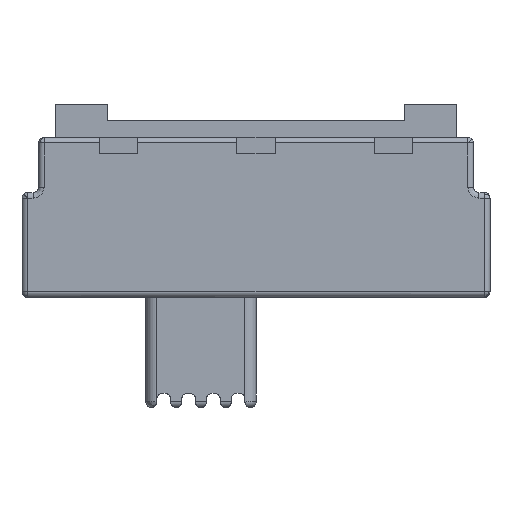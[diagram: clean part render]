
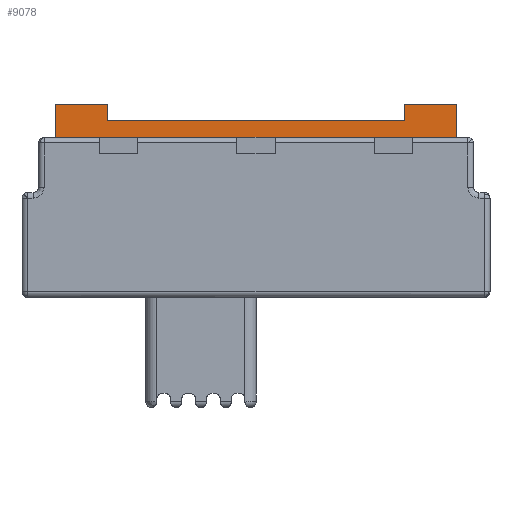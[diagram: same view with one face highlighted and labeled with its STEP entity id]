
A CAD part, top view. The second image highlights one B-rep face of the part: STEP entity #9078.
In plain terms, the highlighted planar face has unit normal (0, 0, 1).
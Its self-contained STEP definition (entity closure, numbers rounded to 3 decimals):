
#4358 = PLANE('',#4359);
#4359 = AXIS2_PLACEMENT_3D('',#4360,#4361,#4362);
#4360 = CARTESIAN_POINT('',(4.25,0.15,0.05));
#4361 = DIRECTION('',(0.,1.,0.));
#4362 = DIRECTION('',(-1.,0.,0.));
#6750 = VERTEX_POINT('',#6751);
#6751 = CARTESIAN_POINT('',(-3.65,0.15,3.25));
#6767 = PLANE('',#6768);
#6768 = AXIS2_PLACEMENT_3D('',#6769,#6770,#6771);
#6769 = CARTESIAN_POINT('',(-3.65,0.75,0.35));
#6770 = DIRECTION('',(-1.,0.,0.));
#6771 = DIRECTION('',(0.,-1.,0.));
#6808 = VERTEX_POINT('',#6809);
#6809 = CARTESIAN_POINT('',(3.65,0.15,3.25));
#6823 = PLANE('',#6824);
#6824 = AXIS2_PLACEMENT_3D('',#6825,#6826,#6827);
#6825 = CARTESIAN_POINT('',(3.65,0.15,0.35));
#6826 = DIRECTION('',(1.,0.,0.));
#6827 = DIRECTION('',(0.,1.,0.));
#6835 = EDGE_CURVE('',#6808,#6750,#6836,.T.);
#6836 = SURFACE_CURVE('',#6837,(#6841,#6848),.PCURVE_S1.);
#6837 = LINE('',#6838,#6839);
#6838 = CARTESIAN_POINT('',(4.25,0.15,3.25));
#6839 = VECTOR('',#6840,1.);
#6840 = DIRECTION('',(-1.,0.,0.));
#6841 = PCURVE('',#4358,#6842);
#6842 = DEFINITIONAL_REPRESENTATION('',(#6843),#6847);
#6843 = LINE('',#6844,#6845);
#6844 = CARTESIAN_POINT('',(0.,3.2));
#6845 = VECTOR('',#6846,1.);
#6846 = DIRECTION('',(1.,0.));
#6847 = ( GEOMETRIC_REPRESENTATION_CONTEXT(2) 
PARAMETRIC_REPRESENTATION_CONTEXT() REPRESENTATION_CONTEXT('2D SPACE',''
  ) );
#6848 = PCURVE('',#6849,#6854);
#6849 = PLANE('',#6850);
#6850 = AXIS2_PLACEMENT_3D('',#6851,#6852,#6853);
#6851 = CARTESIAN_POINT('',(0.,-1.3,3.25));
#6852 = DIRECTION('',(0.,0.,1.));
#6853 = DIRECTION('',(0.,-1.,0.));
#6854 = DEFINITIONAL_REPRESENTATION('',(#6855),#6859);
#6855 = LINE('',#6856,#6857);
#6856 = CARTESIAN_POINT('',(-1.45,4.25));
#6857 = VECTOR('',#6858,1.);
#6858 = DIRECTION('',(0.,-1.));
#6859 = ( GEOMETRIC_REPRESENTATION_CONTEXT(2) 
PARAMETRIC_REPRESENTATION_CONTEXT() REPRESENTATION_CONTEXT('2D SPACE',''
  ) );
#8812 = PLANE('',#8813);
#8813 = AXIS2_PLACEMENT_3D('',#8814,#8815,#8816);
#8814 = CARTESIAN_POINT('',(2.7,0.45,0.35));
#8815 = DIRECTION('',(0.,1.,0.));
#8816 = DIRECTION('',(-1.,0.,0.));
#8927 = VERTEX_POINT('',#8928);
#8928 = CARTESIAN_POINT('',(-3.65,0.75,3.25));
#8944 = PLANE('',#8945);
#8945 = AXIS2_PLACEMENT_3D('',#8946,#8947,#8948);
#8946 = CARTESIAN_POINT('',(-2.7,0.75,0.35));
#8947 = DIRECTION('',(0.,1.,0.));
#8948 = DIRECTION('',(-1.,0.,0.));
#9058 = EDGE_CURVE('',#6750,#8927,#9059,.T.);
#9059 = SURFACE_CURVE('',#9060,(#9064,#9071),.PCURVE_S1.);
#9060 = LINE('',#9061,#9062);
#9061 = CARTESIAN_POINT('',(-3.65,0.75,3.25));
#9062 = VECTOR('',#9063,1.);
#9063 = DIRECTION('',(-0.,1.,0.));
#9064 = PCURVE('',#6767,#9065);
#9065 = DEFINITIONAL_REPRESENTATION('',(#9066),#9070);
#9066 = LINE('',#9067,#9068);
#9067 = CARTESIAN_POINT('',(0.,2.9));
#9068 = VECTOR('',#9069,1.);
#9069 = DIRECTION('',(-1.,0.));
#9070 = ( GEOMETRIC_REPRESENTATION_CONTEXT(2) 
PARAMETRIC_REPRESENTATION_CONTEXT() REPRESENTATION_CONTEXT('2D SPACE',''
  ) );
#9071 = PCURVE('',#6849,#9072);
#9072 = DEFINITIONAL_REPRESENTATION('',(#9073),#9077);
#9073 = LINE('',#9074,#9075);
#9074 = CARTESIAN_POINT('',(-2.05,-3.65));
#9075 = VECTOR('',#9076,1.);
#9076 = DIRECTION('',(-1.,0.));
#9077 = ( GEOMETRIC_REPRESENTATION_CONTEXT(2) 
PARAMETRIC_REPRESENTATION_CONTEXT() REPRESENTATION_CONTEXT('2D SPACE',''
  ) );
#9078 = ADVANCED_FACE('',(#9079),#6849,.T.);
#9079 = FACE_BOUND('',#9080,.T.);
#9080 = EDGE_LOOP('',(#9081,#9082,#9083,#9106,#9134,#9162,#9185,#9213));
#9081 = ORIENTED_EDGE('',*,*,#9058,.F.);
#9082 = ORIENTED_EDGE('',*,*,#6835,.F.);
#9083 = ORIENTED_EDGE('',*,*,#9084,.T.);
#9084 = EDGE_CURVE('',#6808,#9085,#9087,.T.);
#9085 = VERTEX_POINT('',#9086);
#9086 = CARTESIAN_POINT('',(3.65,0.75,3.25));
#9087 = SURFACE_CURVE('',#9088,(#9092,#9099),.PCURVE_S1.);
#9088 = LINE('',#9089,#9090);
#9089 = CARTESIAN_POINT('',(3.65,-1.3,3.25));
#9090 = VECTOR('',#9091,1.);
#9091 = DIRECTION('',(0.,1.,0.));
#9092 = PCURVE('',#6849,#9093);
#9093 = DEFINITIONAL_REPRESENTATION('',(#9094),#9098);
#9094 = LINE('',#9095,#9096);
#9095 = CARTESIAN_POINT('',(0.,3.65));
#9096 = VECTOR('',#9097,1.);
#9097 = DIRECTION('',(-1.,0.));
#9098 = ( GEOMETRIC_REPRESENTATION_CONTEXT(2) 
PARAMETRIC_REPRESENTATION_CONTEXT() REPRESENTATION_CONTEXT('2D SPACE',''
  ) );
#9099 = PCURVE('',#6823,#9100);
#9100 = DEFINITIONAL_REPRESENTATION('',(#9101),#9105);
#9101 = LINE('',#9102,#9103);
#9102 = CARTESIAN_POINT('',(-1.45,2.9));
#9103 = VECTOR('',#9104,1.);
#9104 = DIRECTION('',(1.,0.));
#9105 = ( GEOMETRIC_REPRESENTATION_CONTEXT(2) 
PARAMETRIC_REPRESENTATION_CONTEXT() REPRESENTATION_CONTEXT('2D SPACE',''
  ) );
#9106 = ORIENTED_EDGE('',*,*,#9107,.T.);
#9107 = EDGE_CURVE('',#9085,#9108,#9110,.T.);
#9108 = VERTEX_POINT('',#9109);
#9109 = CARTESIAN_POINT('',(2.7,0.75,3.25));
#9110 = SURFACE_CURVE('',#9111,(#9115,#9122),.PCURVE_S1.);
#9111 = LINE('',#9112,#9113);
#9112 = CARTESIAN_POINT('',(0.,0.75,3.25));
#9113 = VECTOR('',#9114,1.);
#9114 = DIRECTION('',(-1.,0.,-0.));
#9115 = PCURVE('',#6849,#9116);
#9116 = DEFINITIONAL_REPRESENTATION('',(#9117),#9121);
#9117 = LINE('',#9118,#9119);
#9118 = CARTESIAN_POINT('',(-2.05,0.));
#9119 = VECTOR('',#9120,1.);
#9120 = DIRECTION('',(-0.,-1.));
#9121 = ( GEOMETRIC_REPRESENTATION_CONTEXT(2) 
PARAMETRIC_REPRESENTATION_CONTEXT() REPRESENTATION_CONTEXT('2D SPACE',''
  ) );
#9122 = PCURVE('',#9123,#9128);
#9123 = PLANE('',#9124);
#9124 = AXIS2_PLACEMENT_3D('',#9125,#9126,#9127);
#9125 = CARTESIAN_POINT('',(3.65,0.75,0.35));
#9126 = DIRECTION('',(0.,1.,0.));
#9127 = DIRECTION('',(-1.,0.,0.));
#9128 = DEFINITIONAL_REPRESENTATION('',(#9129),#9133);
#9129 = LINE('',#9130,#9131);
#9130 = CARTESIAN_POINT('',(3.65,2.9));
#9131 = VECTOR('',#9132,1.);
#9132 = DIRECTION('',(1.,0.));
#9133 = ( GEOMETRIC_REPRESENTATION_CONTEXT(2) 
PARAMETRIC_REPRESENTATION_CONTEXT() REPRESENTATION_CONTEXT('2D SPACE',''
  ) );
#9134 = ORIENTED_EDGE('',*,*,#9135,.T.);
#9135 = EDGE_CURVE('',#9108,#9136,#9138,.T.);
#9136 = VERTEX_POINT('',#9137);
#9137 = CARTESIAN_POINT('',(2.7,0.45,3.25));
#9138 = SURFACE_CURVE('',#9139,(#9143,#9150),.PCURVE_S1.);
#9139 = LINE('',#9140,#9141);
#9140 = CARTESIAN_POINT('',(2.7,-1.3,3.25));
#9141 = VECTOR('',#9142,1.);
#9142 = DIRECTION('',(0.,-1.,0.));
#9143 = PCURVE('',#6849,#9144);
#9144 = DEFINITIONAL_REPRESENTATION('',(#9145),#9149);
#9145 = LINE('',#9146,#9147);
#9146 = CARTESIAN_POINT('',(0.,2.7));
#9147 = VECTOR('',#9148,1.);
#9148 = DIRECTION('',(1.,0.));
#9149 = ( GEOMETRIC_REPRESENTATION_CONTEXT(2) 
PARAMETRIC_REPRESENTATION_CONTEXT() REPRESENTATION_CONTEXT('2D SPACE',''
  ) );
#9150 = PCURVE('',#9151,#9156);
#9151 = PLANE('',#9152);
#9152 = AXIS2_PLACEMENT_3D('',#9153,#9154,#9155);
#9153 = CARTESIAN_POINT('',(2.7,0.75,0.35));
#9154 = DIRECTION('',(-1.,0.,0.));
#9155 = DIRECTION('',(0.,-1.,0.));
#9156 = DEFINITIONAL_REPRESENTATION('',(#9157),#9161);
#9157 = LINE('',#9158,#9159);
#9158 = CARTESIAN_POINT('',(2.05,2.9));
#9159 = VECTOR('',#9160,1.);
#9160 = DIRECTION('',(1.,0.));
#9161 = ( GEOMETRIC_REPRESENTATION_CONTEXT(2) 
PARAMETRIC_REPRESENTATION_CONTEXT() REPRESENTATION_CONTEXT('2D SPACE',''
  ) );
#9162 = ORIENTED_EDGE('',*,*,#9163,.T.);
#9163 = EDGE_CURVE('',#9136,#9164,#9166,.T.);
#9164 = VERTEX_POINT('',#9165);
#9165 = CARTESIAN_POINT('',(-2.7,0.45,3.25));
#9166 = SURFACE_CURVE('',#9167,(#9171,#9178),.PCURVE_S1.);
#9167 = LINE('',#9168,#9169);
#9168 = CARTESIAN_POINT('',(0.,0.45,3.25));
#9169 = VECTOR('',#9170,1.);
#9170 = DIRECTION('',(-1.,0.,-0.));
#9171 = PCURVE('',#6849,#9172);
#9172 = DEFINITIONAL_REPRESENTATION('',(#9173),#9177);
#9173 = LINE('',#9174,#9175);
#9174 = CARTESIAN_POINT('',(-1.75,0.));
#9175 = VECTOR('',#9176,1.);
#9176 = DIRECTION('',(-0.,-1.));
#9177 = ( GEOMETRIC_REPRESENTATION_CONTEXT(2) 
PARAMETRIC_REPRESENTATION_CONTEXT() REPRESENTATION_CONTEXT('2D SPACE',''
  ) );
#9178 = PCURVE('',#8812,#9179);
#9179 = DEFINITIONAL_REPRESENTATION('',(#9180),#9184);
#9180 = LINE('',#9181,#9182);
#9181 = CARTESIAN_POINT('',(2.7,2.9));
#9182 = VECTOR('',#9183,1.);
#9183 = DIRECTION('',(1.,0.));
#9184 = ( GEOMETRIC_REPRESENTATION_CONTEXT(2) 
PARAMETRIC_REPRESENTATION_CONTEXT() REPRESENTATION_CONTEXT('2D SPACE',''
  ) );
#9185 = ORIENTED_EDGE('',*,*,#9186,.T.);
#9186 = EDGE_CURVE('',#9164,#9187,#9189,.T.);
#9187 = VERTEX_POINT('',#9188);
#9188 = CARTESIAN_POINT('',(-2.7,0.75,3.25));
#9189 = SURFACE_CURVE('',#9190,(#9194,#9201),.PCURVE_S1.);
#9190 = LINE('',#9191,#9192);
#9191 = CARTESIAN_POINT('',(-2.7,-1.3,3.25));
#9192 = VECTOR('',#9193,1.);
#9193 = DIRECTION('',(0.,1.,0.));
#9194 = PCURVE('',#6849,#9195);
#9195 = DEFINITIONAL_REPRESENTATION('',(#9196),#9200);
#9196 = LINE('',#9197,#9198);
#9197 = CARTESIAN_POINT('',(0.,-2.7));
#9198 = VECTOR('',#9199,1.);
#9199 = DIRECTION('',(-1.,0.));
#9200 = ( GEOMETRIC_REPRESENTATION_CONTEXT(2) 
PARAMETRIC_REPRESENTATION_CONTEXT() REPRESENTATION_CONTEXT('2D SPACE',''
  ) );
#9201 = PCURVE('',#9202,#9207);
#9202 = PLANE('',#9203);
#9203 = AXIS2_PLACEMENT_3D('',#9204,#9205,#9206);
#9204 = CARTESIAN_POINT('',(-2.7,0.45,0.35));
#9205 = DIRECTION('',(1.,0.,0.));
#9206 = DIRECTION('',(0.,1.,0.));
#9207 = DEFINITIONAL_REPRESENTATION('',(#9208),#9212);
#9208 = LINE('',#9209,#9210);
#9209 = CARTESIAN_POINT('',(-1.75,2.9));
#9210 = VECTOR('',#9211,1.);
#9211 = DIRECTION('',(1.,0.));
#9212 = ( GEOMETRIC_REPRESENTATION_CONTEXT(2) 
PARAMETRIC_REPRESENTATION_CONTEXT() REPRESENTATION_CONTEXT('2D SPACE',''
  ) );
#9213 = ORIENTED_EDGE('',*,*,#9214,.T.);
#9214 = EDGE_CURVE('',#9187,#8927,#9215,.T.);
#9215 = SURFACE_CURVE('',#9216,(#9220,#9227),.PCURVE_S1.);
#9216 = LINE('',#9217,#9218);
#9217 = CARTESIAN_POINT('',(0.,0.75,3.25));
#9218 = VECTOR('',#9219,1.);
#9219 = DIRECTION('',(-1.,0.,-0.));
#9220 = PCURVE('',#6849,#9221);
#9221 = DEFINITIONAL_REPRESENTATION('',(#9222),#9226);
#9222 = LINE('',#9223,#9224);
#9223 = CARTESIAN_POINT('',(-2.05,0.));
#9224 = VECTOR('',#9225,1.);
#9225 = DIRECTION('',(-0.,-1.));
#9226 = ( GEOMETRIC_REPRESENTATION_CONTEXT(2) 
PARAMETRIC_REPRESENTATION_CONTEXT() REPRESENTATION_CONTEXT('2D SPACE',''
  ) );
#9227 = PCURVE('',#8944,#9228);
#9228 = DEFINITIONAL_REPRESENTATION('',(#9229),#9233);
#9229 = LINE('',#9230,#9231);
#9230 = CARTESIAN_POINT('',(-2.7,2.9));
#9231 = VECTOR('',#9232,1.);
#9232 = DIRECTION('',(1.,0.));
#9233 = ( GEOMETRIC_REPRESENTATION_CONTEXT(2) 
PARAMETRIC_REPRESENTATION_CONTEXT() REPRESENTATION_CONTEXT('2D SPACE',''
  ) );
